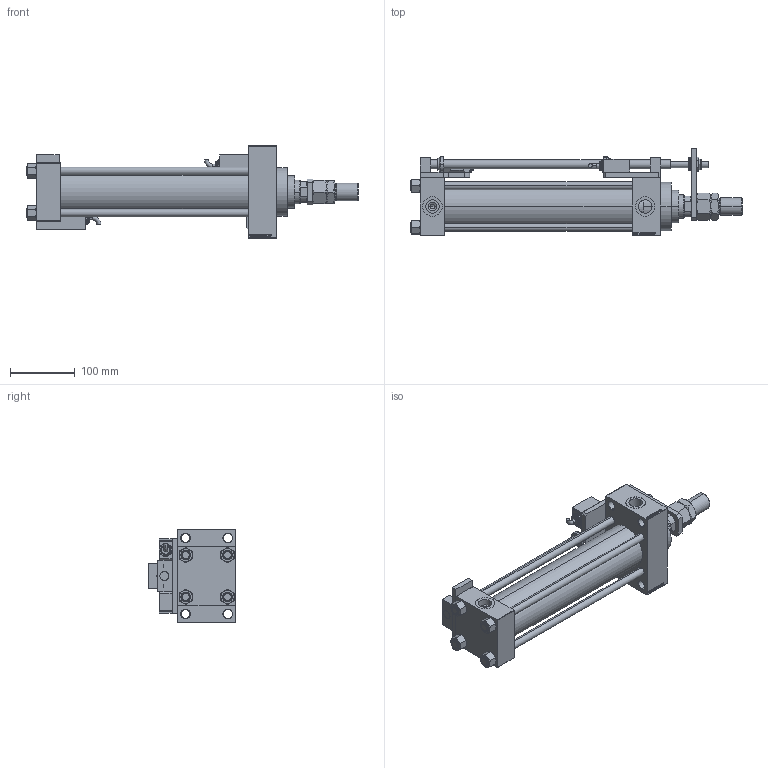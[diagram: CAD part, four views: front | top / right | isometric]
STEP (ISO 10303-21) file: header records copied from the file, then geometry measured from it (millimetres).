
FILE_DESCRIPTION (( 'STEP AP203' ), '1' );
FILE_NAME ('f249.STEP', '2022-04-16T21:00:23', ( '' ), ( '' ), 'SwSTEP 2.0', 'SolidWorks 2019', '' );
FILE_SCHEMA (( 'CONFIG_CONTROL_DESIGN' ));
Length unit declared in the file: millimetre
Products named in the file (18): V215CD_NUT_M5_D 59951539b99ca994ebeeec52d14b3095; V215CD_SWITCH_Q_ZARAZKA 59951539b99ca994ebeeec52d14b3095; V215CD_SWITCH_Q_NUT 59951539b99ca994ebeeec52d14b3095; V215CD_SWITCH_Q_NUT10 59951539b99ca994ebeeec52d14b3095; V215CD_SWITCH_Q_PODLOZKA_FRONT 59951539b99ca994ebeeec52d14b3095; Zatka_pro_OIL_PORT 59951539b99ca994ebeeec52d14b3095; V215CD_D_TYCINKA 59951539b99ca994ebeeec52d14b3095; f249; V215CD_MTAS_SWITCH_Q 59951539b99ca994ebeeec52d14b3095; V215CD_SWITCH_Q_TYC 59951539b99ca994ebeeec52d14b3095; V215CD_VCP_D 59951539b99ca994ebeeec52d14b3095; V215CD_D_Body 59951539b99ca994ebeeec52d14b3095; V215CD_SWITCH_Q_SWITCH 59951539b99ca994ebeeec52d14b3095; V215CD_SWITCH_Q_BLOK 59951539b99ca994ebeeec52d14b3095; V215CD_SWITCH_Q_PODLOZKA_BACK 59951539b99ca994ebeeec52d14b3095; V215CD_SWITCH_Q_DIMA 59951539b99ca994ebeeec52d14b3095; V215CD_VC_A 59951539b99ca994ebeeec52d14b3095; V215CD_SWITCH_Q_MAGNET 59951539b99ca994ebeeec52d14b3095
Assembly tree (26 placements, depth 2):
  f249
    V215CD_D_Body 59951539b99ca994ebeeec52d14b3095
    V215CD_VC_A 59951539b99ca994ebeeec52d14b3095
    V215CD_VCP_D 59951539b99ca994ebeeec52d14b3095
    V215CD_D_TYCINKA 59951539b99ca994ebeeec52d14b3095  x4
    V215CD_NUT_M5_D 59951539b99ca994ebeeec52d14b3095  x4
    V215CD_SWITCH_Q_BLOK 59951539b99ca994ebeeec52d14b3095  x2
    V215CD_SWITCH_Q_DIMA 59951539b99ca994ebeeec52d14b3095
    V215CD_SWITCH_Q_MAGNET 59951539b99ca994ebeeec52d14b3095  x2
    V215CD_SWITCH_Q_NUT 59951539b99ca994ebeeec52d14b3095
    V215CD_SWITCH_Q_NUT10 59951539b99ca994ebeeec52d14b3095
    V215CD_SWITCH_Q_PODLOZKA_BACK 59951539b99ca994ebeeec52d14b3095
    V215CD_SWITCH_Q_PODLOZKA_FRONT 59951539b99ca994ebeeec52d14b3095
    V215CD_SWITCH_Q_SWITCH 59951539b99ca994ebeeec52d14b3095  x2
    V215CD_SWITCH_Q_TYC 59951539b99ca994ebeeec52d14b3095
    V215CD_SWITCH_Q_ZARAZKA 59951539b99ca994ebeeec52d14b3095
    V215CD_MTAS_SWITCH_Q 59951539b99ca994ebeeec52d14b3095
    Zatka_pro_OIL_PORT 59951539b99ca994ebeeec52d14b3095
Bounding box: 511 x 135 x 142 mm (x, y, z)
Volume: 1946194 mm3; surface area: 468105.7 mm2
Topology: 26 solids, 26 shells, 1436 faces, 3497 edges, 2246 vertices
Faces by surface type: plane 659, bspline 368, cone 203, cylinder 168, torus 38
Entity records: 56472 total; most frequent: CARTESIAN_POINT 27137, ORIENTED_EDGE 6162, DIRECTION 4430, EDGE_CURVE 3081, VERTEX_POINT 1998, LINE 1776, VECTOR 1776, EDGE_LOOP 1409
